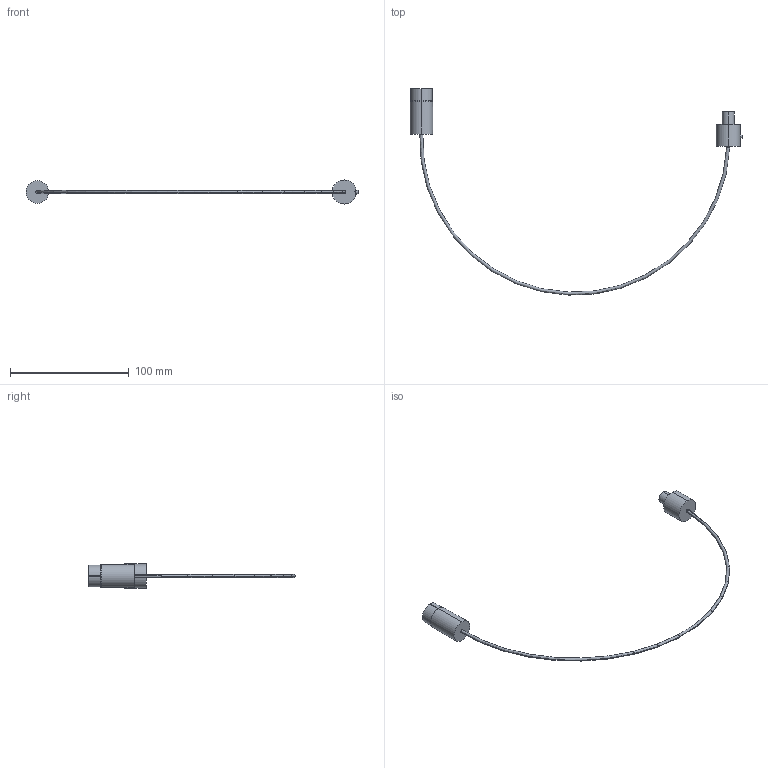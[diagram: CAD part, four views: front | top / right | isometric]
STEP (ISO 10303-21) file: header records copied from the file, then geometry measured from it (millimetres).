
FILE_DESCRIPTION (( 'STEP AP203' ), '1' );
FILE_NAME ('A7301-2-CN.STEP', '2013-11-19T12:55:36', ( '' ), ( '' ), 'SwSTEP 2.0', 'SolidWorks 2012', '' );
FILE_SCHEMA (( 'CONFIG_CONTROL_DESIGN' ));
Length unit declared in the file: inch
Products named in the file (1): A7301-2-CN
Bounding box: 279.23 x 173.45 x 20.32 mm (x, y, z)
Volume: 15070.6 mm3; surface area: 9792.3 mm2
Topology: 1 solids, 1 shells, 58 faces, 136 edges, 88 vertices
Faces by surface type: cylinder 28, plane 25, torus 5
Entity records: 1966 total; most frequent: CARTESIAN_POINT 502, DIRECTION 309, ORIENTED_EDGE 272, EDGE_CURVE 136, AXIS2_PLACEMENT_3D 125, VERTEX_POINT 88, EDGE_LOOP 70, CIRCLE 66
